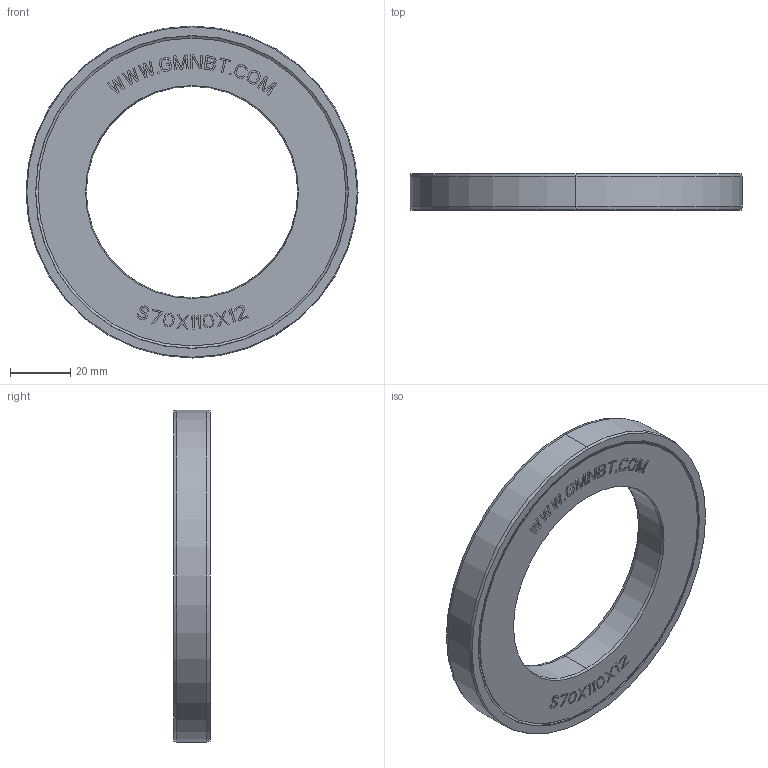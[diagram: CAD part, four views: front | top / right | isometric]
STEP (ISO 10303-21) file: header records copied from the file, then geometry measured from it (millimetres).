
FILE_DESCRIPTION((''),'2;1');
FILE_NAME('S70X110X12_PRT','2014-11-17T',('sales 4'),(''),'PRO/ENGINEER BY PARAMETRIC TECHNOLOGY CORPORATION, 2013150','PRO/ENGINEER BY PARAMETRIC TECHNOLOGY CORPORATION, 2013150','');
FILE_SCHEMA(('AUTOMOTIVE_DESIGN { 1 0 10303 214 1 1 1 1 }'));
Length unit declared in the file: millimetre
Products named in the file (1): S70X110X12_PRT
Bounding box: 110 x 12.07 x 110 mm (x, y, z)
Volume: 64784.5 mm3; surface area: 32169 mm2
Topology: 2 solids, 2 shells, 592 faces, 1608 edges, 1048 vertices
Faces by surface type: plane 512, cone 36, torus 32, cylinder 12
Entity records: 23670 total; most frequent: CARTESIAN_POINT 3250, ORIENTED_EDGE 3216, DIRECTION 2912, PRESENTATION_STYLE_ASSIGNMENT 1662, STYLED_ITEM 1639, CURVE_STYLE 1608, EDGE_CURVE 1608, VECTOR 1488
